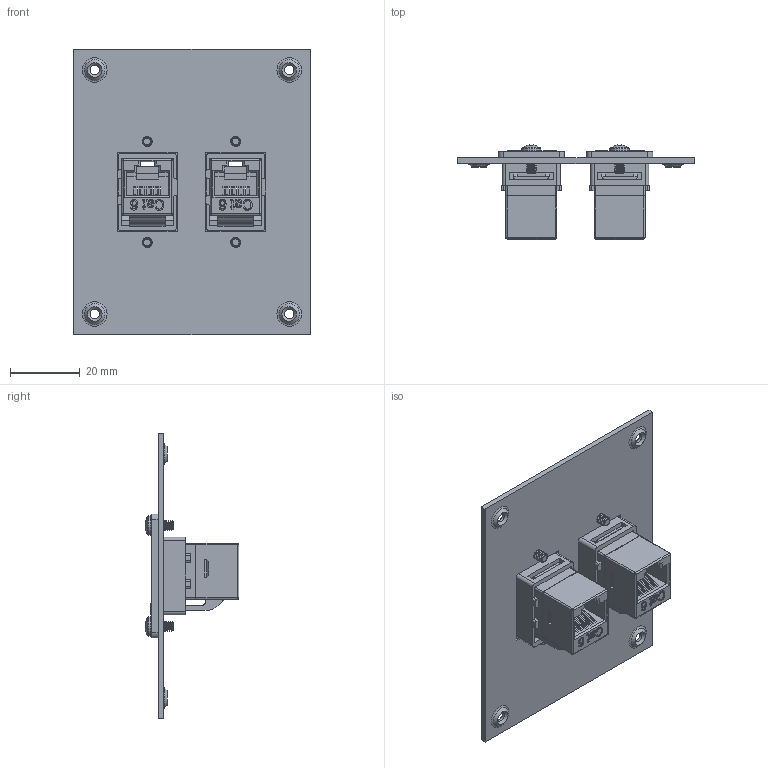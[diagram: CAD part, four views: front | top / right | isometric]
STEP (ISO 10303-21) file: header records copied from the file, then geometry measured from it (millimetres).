
FILE_DESCRIPTION (( 'STEP AP214' ), '1' );
FILE_NAME ('USP2ECF-C6BM.STEP', '2018-04-25T13:29:30', ( '' ), ( '' ), 'SwSTEP 2.0', 'SolidWorks 2017', '' );
FILE_SCHEMA (( 'AUTOMOTIVE_DESIGN' ));
Length unit declared in the file: inch
Products named in the file (5): USP2ECF-C6BM; TDG1026KCx-MINI_Cat 6; 91772A106_91772A106; ECF-SK_with Global Connectivity logo; 1AR06-001
Assembly tree (9 placements, depth 2):
  USP2ECF-C6BM
    1AR06-001
    ECF-SK_with Global Connectivity logo  x2
    91772A106_91772A106  x4
    TDG1026KCx-MINI_Cat 6  x2
Bounding box: 68.07 x 26.99 x 82.04 mm (x, y, z)
Volume: 17727.5 mm3; surface area: 23621.1 mm2
Topology: 9 solids, 9 shells, 1340 faces, 3748 edges, 2420 vertices
Faces by surface type: plane 796, bspline 244, cylinder 232, cone 32, sphere 20, torus 16
Full cylindrical faces by diameter (mm): 2.261 x4, 2.705 x4, 3.175 x4, 5.563 x4
Entity records: 26375 total; most frequent: CARTESIAN_POINT 10214, ORIENTED_EDGE 3394, DIRECTION 2568, EDGE_CURVE 1697, LINE 1224, VECTOR 1224, VERTEX_POINT 1114, EDGE_LOOP 743
